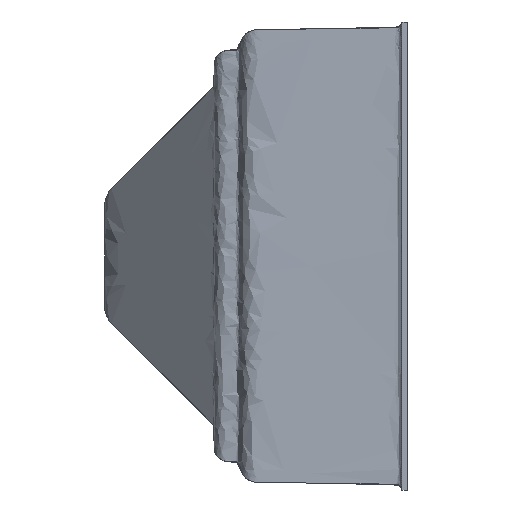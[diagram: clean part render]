
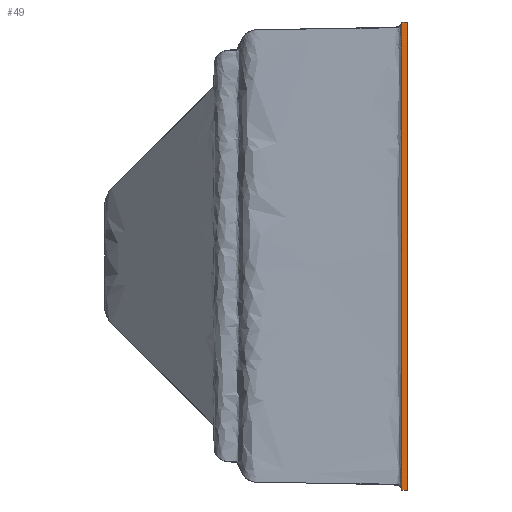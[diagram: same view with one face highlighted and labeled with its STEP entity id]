
A CAD part, left-side view. The second image highlights one B-rep face of the part: STEP entity #49.
In plain terms, the highlighted planar face has unit normal (-1, 0, 0).
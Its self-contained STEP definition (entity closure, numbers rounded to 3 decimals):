
#28 = EDGE_CURVE ( 'NONE', #1230, #88, #1589, .T. ) ;
#49 = ADVANCED_FACE ( 'NONE', ( #187 ), #347, .F. ) ;
#88 = VERTEX_POINT ( 'NONE', #1055 ) ;
#168 = EDGE_CURVE ( 'NONE', #1366, #440, #1514, .T. ) ;
#187 = FACE_OUTER_BOUND ( 'NONE', #318, .T. ) ;
#318 = EDGE_LOOP ( 'NONE', ( #976, #587, #973, #827 ) ) ;
#347 = PLANE ( 'NONE',  #507 ) ;
#359 = DIRECTION ( 'NONE',  ( 1., 0., 0. ) ) ;
#431 = VECTOR ( 'NONE', #604, 1000. ) ;
#437 = EDGE_CURVE ( 'NONE', #440, #88, #1047, .T. ) ;
#440 = VERTEX_POINT ( 'NONE', #1321 ) ;
#507 = AXIS2_PLACEMENT_3D ( 'NONE', #1190, #359, #1340 ) ;
#587 = ORIENTED_EDGE ( 'NONE', *, *, #168, .T. ) ;
#604 = DIRECTION ( 'NONE',  ( 0., 1., 0. ) ) ;
#628 = DIRECTION ( 'NONE',  ( 0., 0., -1. ) ) ;
#678 = DIRECTION ( 'NONE',  ( 0., 0., -1. ) ) ;
#762 = VECTOR ( 'NONE', #1770, 1000. ) ;
#806 = CARTESIAN_POINT ( 'NONE',  ( -40.576, 0., 40.686 ) ) ;
#827 = ORIENTED_EDGE ( 'NONE', *, *, #28, .F. ) ;
#857 = CARTESIAN_POINT ( 'NONE',  ( -40.576, 0., 40.576 ) ) ;
#931 = LINE ( 'NONE', #806, #1748 ) ;
#973 = ORIENTED_EDGE ( 'NONE', *, *, #437, .T. ) ;
#976 = ORIENTED_EDGE ( 'NONE', *, *, #1154, .F. ) ;
#1047 = LINE ( 'NONE', #1744, #1115 ) ;
#1055 = CARTESIAN_POINT ( 'NONE',  ( -40.576, 1., -40.576 ) ) ;
#1115 = VECTOR ( 'NONE', #628, 1000. ) ;
#1137 = CARTESIAN_POINT ( 'NONE',  ( -40.576, 0., -40.576 ) ) ;
#1149 = CARTESIAN_POINT ( 'NONE',  ( -40.576, 1., 40.576 ) ) ;
#1154 = EDGE_CURVE ( 'NONE', #1366, #1230, #931, .T. ) ;
#1190 = CARTESIAN_POINT ( 'NONE',  ( -40.576, 1., 40.686 ) ) ;
#1230 = VERTEX_POINT ( 'NONE', #1137 ) ;
#1288 = CARTESIAN_POINT ( 'NONE',  ( -40.576, 1., -40.576 ) ) ;
#1321 = CARTESIAN_POINT ( 'NONE',  ( -40.576, 1., 40.576 ) ) ;
#1340 = DIRECTION ( 'NONE',  ( 0., 0., -1. ) ) ;
#1366 = VERTEX_POINT ( 'NONE', #857 ) ;
#1514 = LINE ( 'NONE', #1149, #762 ) ;
#1589 = LINE ( 'NONE', #1288, #431 ) ;
#1744 = CARTESIAN_POINT ( 'NONE',  ( -40.576, 1., 40.686 ) ) ;
#1748 = VECTOR ( 'NONE', #678, 1000. ) ;
#1770 = DIRECTION ( 'NONE',  ( 0., 1., 0. ) ) ;
